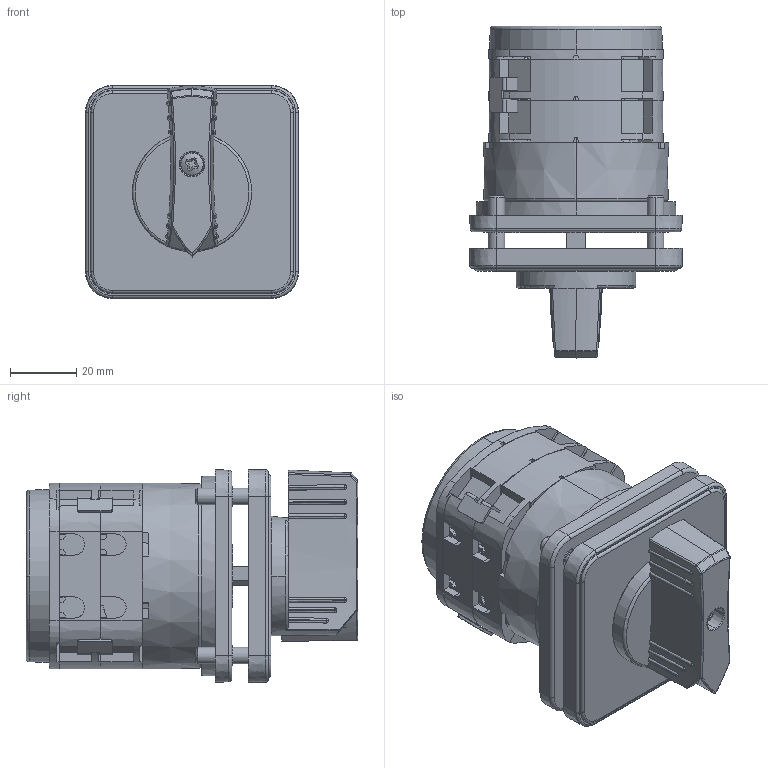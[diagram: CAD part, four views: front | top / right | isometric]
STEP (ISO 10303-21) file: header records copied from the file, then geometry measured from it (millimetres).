
FILE_DESCRIPTION (( 'STEP AP203' ), '1' );
FILE_NAME ('W251-2.H08B.step', '2020-07-09T14:10:28', ( '' ), ( '' ), 'SwSTEP 2.0', 'SolidWorks 2019', '' );
FILE_SCHEMA (( 'CONFIG_CONTROL_DESIGN' ));
Length unit declared in the file: inch
Products named in the file (1): W251-2.H08B
Bounding box: 64.21 x 100 x 64.21 mm (x, y, z)
Volume: 163629.3 mm3; surface area: 89195 mm2
Topology: 13 solids, 74 shells, 2915 faces, 7805 edges, 5086 vertices
Faces by surface type: plane 1688, cone 822, cylinder 249, torus 81, bspline 70, sphere 5
Entity records: 93962 total; most frequent: CARTESIAN_POINT 20791, ORIENTED_EDGE 15610, DIRECTION 15042, EDGE_CURVE 7805, AXIS2_PLACEMENT_3D 5377, VERTEX_POINT 5086, VECTOR 4288, LINE 4288
